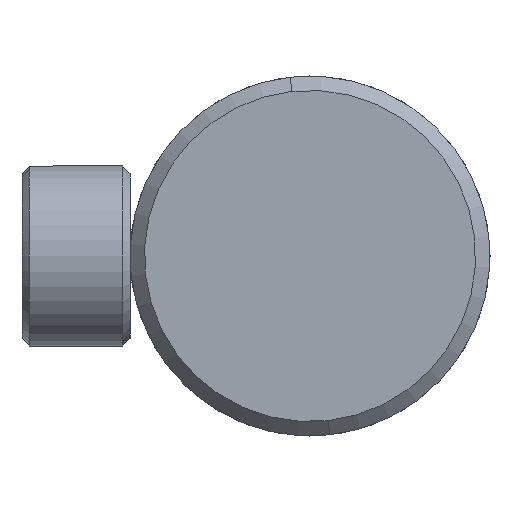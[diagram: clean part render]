
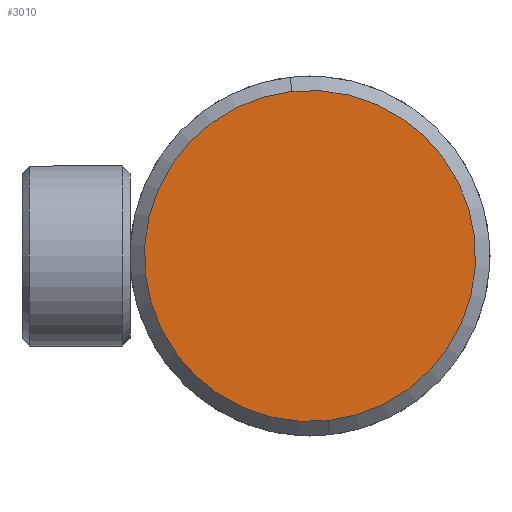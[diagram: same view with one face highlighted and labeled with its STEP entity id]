
A CAD part, left-side view. The second image highlights one B-rep face of the part: STEP entity #3010.
In plain terms, the highlighted planar face has unit normal (-1, 0, 0).
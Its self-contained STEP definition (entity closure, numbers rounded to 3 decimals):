
#3 = EDGE_CURVE ( 'NONE', #2571, #2301, #3027, .T. ) ;
#22 = FACE_OUTER_BOUND ( 'NONE', #1397, .T. ) ;
#261 = DIRECTION ( 'NONE',  ( 1., 0., 0. ) ) ;
#683 = AXIS2_PLACEMENT_3D ( 'NONE', #921, #916, #1879 ) ;
#873 = PLANE ( 'NONE',  #3039 ) ;
#916 = DIRECTION ( 'NONE',  ( 1., 0., 0. ) ) ;
#921 = CARTESIAN_POINT ( 'NONE',  ( 0., 0., 0. ) ) ;
#1231 = CARTESIAN_POINT ( 'NONE',  ( 0., 0., 23. ) ) ;
#1344 = DIRECTION ( 'NONE',  ( 0., 0., 1. ) ) ;
#1397 = EDGE_LOOP ( 'NONE', ( #1773, #2267 ) ) ;
#1625 = CIRCLE ( 'NONE', #2272, 23. ) ;
#1724 = DIRECTION ( 'NONE',  ( 0., 0., -1. ) ) ;
#1773 = ORIENTED_EDGE ( 'NONE', *, *, #3, .F. ) ;
#1776 = EDGE_CURVE ( 'NONE', #2301, #2571, #1625, .T. ) ;
#1814 = CARTESIAN_POINT ( 'NONE',  ( 0., 0., -23. ) ) ;
#1879 = DIRECTION ( 'NONE',  ( 0., 0., -1. ) ) ;
#1957 = CARTESIAN_POINT ( 'NONE',  ( 0., 0., 0. ) ) ;
#2267 = ORIENTED_EDGE ( 'NONE', *, *, #1776, .F. ) ;
#2272 = AXIS2_PLACEMENT_3D ( 'NONE', #1957, #261, #1724 ) ;
#2301 = VERTEX_POINT ( 'NONE', #1231 ) ;
#2542 = CARTESIAN_POINT ( 'NONE',  ( 0., 0., 0. ) ) ;
#2571 = VERTEX_POINT ( 'NONE', #1814 ) ;
#2806 = DIRECTION ( 'NONE',  ( -1., 0., 0. ) ) ;
#3010 = ADVANCED_FACE ( 'NONE', ( #22 ), #873, .T. ) ;
#3027 = CIRCLE ( 'NONE', #683, 23. ) ;
#3039 = AXIS2_PLACEMENT_3D ( 'NONE', #2542, #2806, #1344 ) ;
